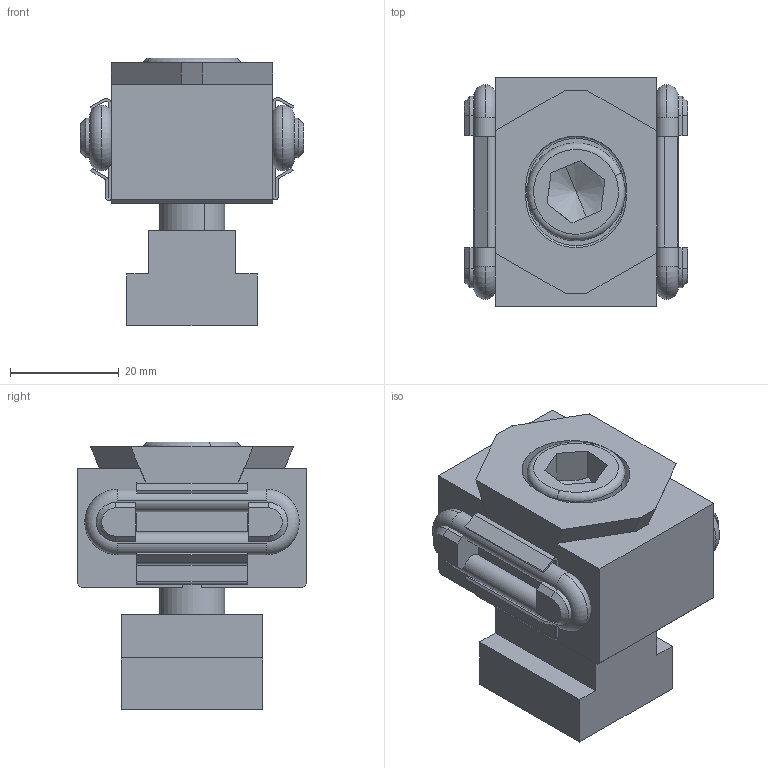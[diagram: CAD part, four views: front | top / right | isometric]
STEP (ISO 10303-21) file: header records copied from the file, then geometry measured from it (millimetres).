
FILE_DESCRIPTION(('STEP AP214'),'1');
FILE_NAME('HALDERN_EH_23250_0511.stp','2017-09-06T07:18:45',('TraceParts'),('TraceParts S.A.'),'Spatial InterOp 3D',' ',' ');
FILE_SCHEMA(('automotive_design'));
Length unit declared in the file: millimetre
Products named in the file (9): HALDERN_EH_23250_0511_1; HALDERN_EH_23250_0511_2; HALDERN_EH_23250_0511_3; HALDERN_EH_23250_0511_4; HALDERN_EH_23250_0511_5; HALDERN_EH_23250_0511_6; HALDERN_EH_23250_0511_7; HALDERN_EH_23250_0511_8; HALDERN_EH_23250_0511_9
Bounding box: 41 x 42 x 49.24 mm (x, y, z)
Volume: 39810.3 mm3; surface area: 20253.2 mm2
Topology: 9 solids, 9 shells, 242 faces, 624 edges, 401 vertices
Faces by surface type: plane 120, cylinder 82, torus 32, cone 8
Entity records: 9516 total; most frequent: DIRECTION 1358, CARTESIAN_POINT 1290, ORIENTED_EDGE 1244, EDGE_CURVE 622, AXIS2_PLACEMENT_3D 493, VERTEX_POINT 401, LINE 372, VECTOR 372
